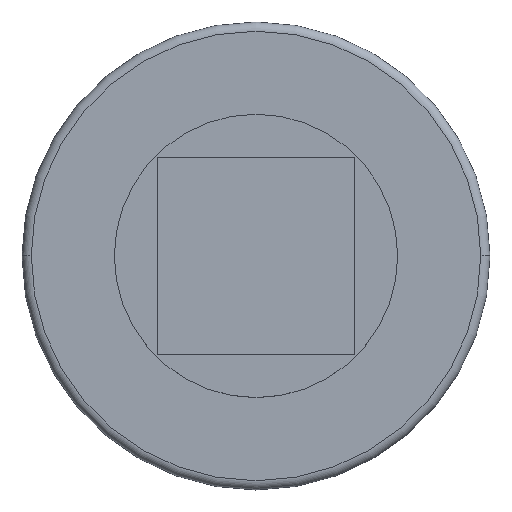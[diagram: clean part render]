
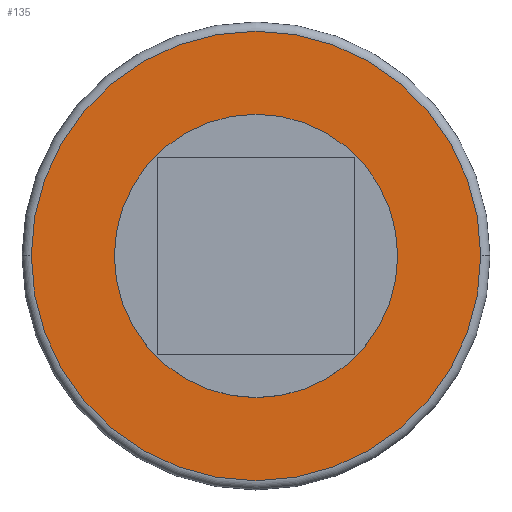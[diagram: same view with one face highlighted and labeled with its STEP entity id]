
A CAD part, top view. The second image highlights one B-rep face of the part: STEP entity #135.
In plain terms, the highlighted planar face has unit normal (0, 0, 1).
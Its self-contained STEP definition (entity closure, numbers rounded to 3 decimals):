
#59 = EDGE_CURVE ( 'NONE', #111, #72, #363, .T. ) ;
#72 = VERTEX_POINT ( 'NONE', #638 ) ;
#76 = VERTEX_POINT ( 'NONE', #614 ) ;
#111 = VERTEX_POINT ( 'NONE', #743 ) ;
#128 = EDGE_LOOP ( 'NONE', ( #242, #240 ) ) ;
#129 = ORIENTED_EDGE ( 'NONE', *, *, #130, .T. ) ;
#130 = EDGE_CURVE ( 'NONE', #72, #111, #705, .T. ) ;
#131 = ORIENTED_EDGE ( 'NONE', *, *, #59, .T. ) ;
#132 = EDGE_LOOP ( 'NONE', ( #129, #131 ) ) ;
#135 = ADVANCED_FACE ( 'NONE', ( #714, #688 ), #689, .F. ) ;
#138 = EDGE_CURVE ( 'NONE', #76, #140, #641, .T. ) ;
#139 = EDGE_CURVE ( 'NONE', #140, #76, #692, .T. ) ;
#140 = VERTEX_POINT ( 'NONE', #718 ) ;
#240 = ORIENTED_EDGE ( 'NONE', *, *, #138, .F. ) ;
#242 = ORIENTED_EDGE ( 'NONE', *, *, #139, .F. ) ;
#360 = DIRECTION ( 'NONE',  ( -1., 0., 0. ) ) ;
#361 = AXIS2_PLACEMENT_3D ( 'NONE', #364, #362, #360 ) ;
#362 = DIRECTION ( 'NONE',  ( 0., 0., 1. ) ) ;
#363 = CIRCLE ( 'NONE', #361, 36.484 ) ;
#364 = CARTESIAN_POINT ( 'NONE',  ( 0., 0., 4.684 ) ) ;
#614 = CARTESIAN_POINT ( 'NONE',  ( -23., 0., 4.684 ) ) ;
#638 = CARTESIAN_POINT ( 'NONE',  ( -36.484, 0., 4.684 ) ) ;
#640 = AXIS2_PLACEMENT_3D ( 'NONE', #690, #694, #693 ) ;
#641 = CIRCLE ( 'NONE', #640, 23. ) ;
#642 = DIRECTION ( 'NONE',  ( -1., 0., 0. ) ) ;
#687 = AXIS2_PLACEMENT_3D ( 'NONE', #713, #712, #642 ) ;
#688 = FACE_BOUND ( 'NONE', #128, .T. ) ;
#689 = PLANE ( 'NONE',  #687 ) ;
#690 = CARTESIAN_POINT ( 'NONE',  ( 0., 0., 4.684 ) ) ;
#691 = CARTESIAN_POINT ( 'NONE',  ( 0., 0., 4.684 ) ) ;
#692 = CIRCLE ( 'NONE', #721, 23. ) ;
#693 = DIRECTION ( 'NONE',  ( 1., 0., 0. ) ) ;
#694 = DIRECTION ( 'NONE',  ( 0., 0., 1. ) ) ;
#705 = CIRCLE ( 'NONE', #710, 36.484 ) ;
#707 = DIRECTION ( 'NONE',  ( -1., 0., 0. ) ) ;
#708 = DIRECTION ( 'NONE',  ( 0., 0., 1. ) ) ;
#709 = CARTESIAN_POINT ( 'NONE',  ( 0., 0., 4.684 ) ) ;
#710 = AXIS2_PLACEMENT_3D ( 'NONE', #709, #708, #707 ) ;
#712 = DIRECTION ( 'NONE',  ( 0., 0., -1. ) ) ;
#713 = CARTESIAN_POINT ( 'NONE',  ( 0., 37.987, 4.684 ) ) ;
#714 = FACE_OUTER_BOUND ( 'NONE', #132, .T. ) ;
#718 = CARTESIAN_POINT ( 'NONE',  ( 23., 0., 4.684 ) ) ;
#719 = DIRECTION ( 'NONE',  ( 1., 0., 0. ) ) ;
#720 = DIRECTION ( 'NONE',  ( 0., 0., 1. ) ) ;
#721 = AXIS2_PLACEMENT_3D ( 'NONE', #691, #720, #719 ) ;
#743 = CARTESIAN_POINT ( 'NONE',  ( 36.484, 0., 4.684 ) ) ;
